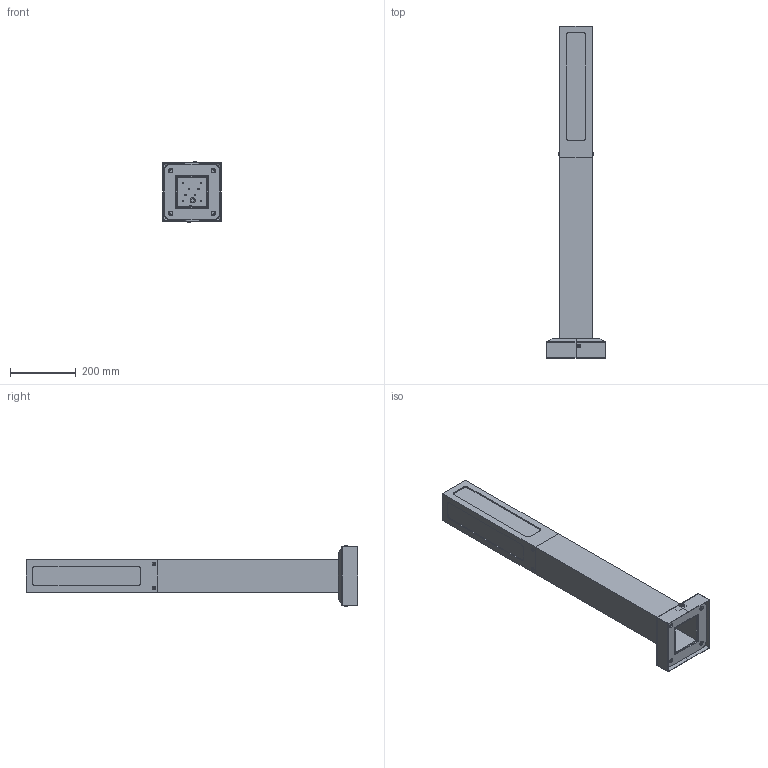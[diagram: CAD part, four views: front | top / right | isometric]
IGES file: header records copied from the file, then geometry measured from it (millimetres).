
Start section: SolidWorks IGES file using analytic representation for surfaces
Global section: file name: quadra-1-1(20)-(Ê170-130-4õ14)-ö+ïî.IGS; native system: SolidWorks 2020; preprocessor: SolidWorks 2020; author: Åêàòåðèíà; date: 210712.165036; units: millimetre
Bounding box: 180 x 1013 x 186.6 mm (x, y, z)
Surface area: 1097263.3 mm2 (no closed solid volume)
Topology: 0 solids, 0 shells, 727 faces, 8348 edges, 8335 vertices
Faces by surface type: bspline 443, revolution 284
